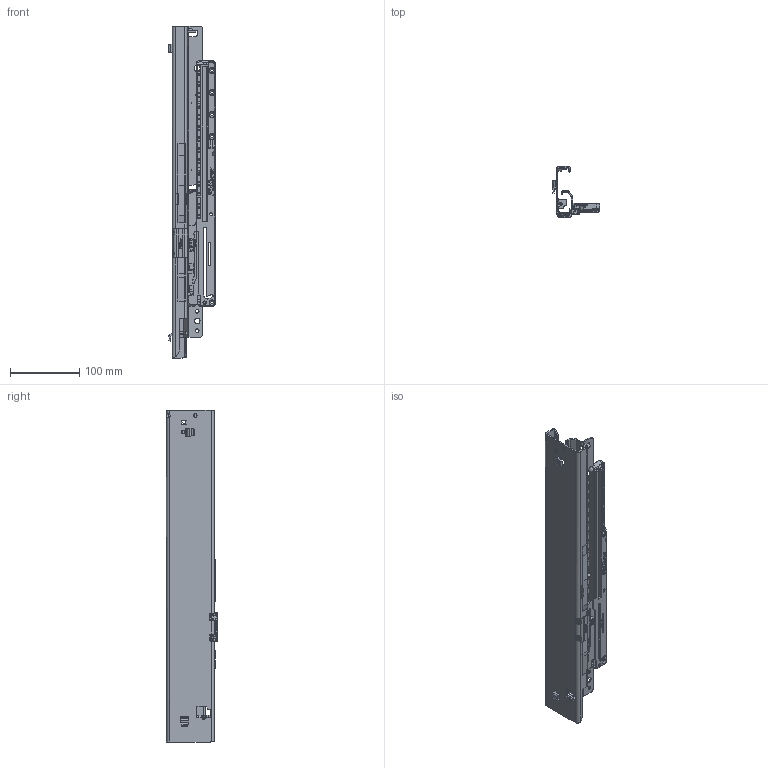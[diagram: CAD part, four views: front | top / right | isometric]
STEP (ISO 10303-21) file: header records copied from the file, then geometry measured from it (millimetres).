
FILE_DESCRIPTION (( 'STEP AP214' ), '1' );
FILE_NAME ('FR_7180_A_SMT.0450mm_18inch_U016_closed_left.STEP', '2022-11-22T12:56:57', ( '' ), ( '' ), 'SwSTEP 2.0', 'SolidWorks 2020', '' );
FILE_SCHEMA (( 'AUTOMOTIVE_DESIGN' ));
Length unit declared in the file: millimetre
Products named in the file (10): 7100A.XXX-01.U016_NL  450; MT-011; SE-093_Hub 100; 7100A.XXX-03.U015_NL  450 eingefahren; MT-011.Softierung; 7100A.XXX-01.A028_NL  450; 7100A.XXX-03.A125_NL  450; FR_7180_A_SMT.0450mm_18inch_U016_closed_left; SM-047_ausgefahren 0,8mm
Assembly tree (9 placements, depth 4):
  FR_7180_A_SMT.0450mm_18inch_U016_closed_left
    7100A.XXX-01.U016_NL  450
      7100A.XXX-01.A028_NL  450
      MT-011
        MT-011
        MT-011.Softierung
    7100A.XXX-03.U015_NL  450 eingefahren
      7100A.XXX-03.A125_NL  450
      SM-047_ausgefahren 0,8mm
        SE-093_Hub 100
Bounding box: 68.18 x 73.76 x 480 mm (x, y, z)
Volume: 225258.9 mm3; surface area: 213161.8 mm2
Topology: 5 solids, 10 shells, 3929 faces, 10104 edges, 5981 vertices
Faces by surface type: cylinder 1566, plane 1360, torus 447, bspline 305, sphere 184, cone 67
Entity records: 127501 total; most frequent: CARTESIAN_POINT 34244, ORIENTED_EDGE 19786, DIRECTION 19031, EDGE_CURVE 9893, AXIS2_PLACEMENT_3D 6798, VERTEX_POINT 5981, VECTOR 5435, LINE 5435
